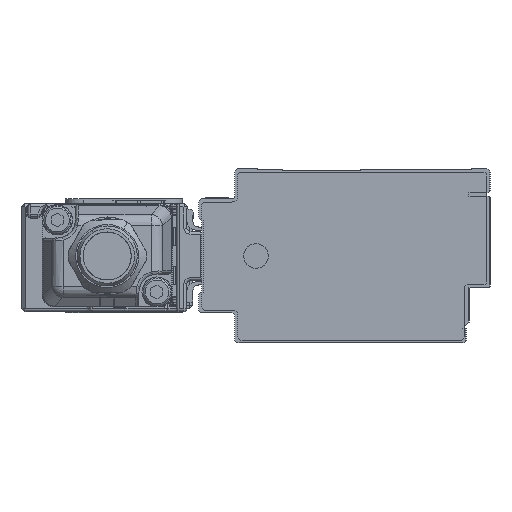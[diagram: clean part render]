
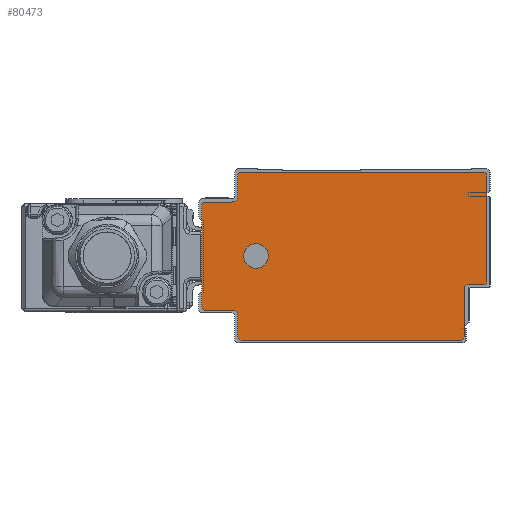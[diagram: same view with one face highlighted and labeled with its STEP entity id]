
A CAD part, left-side view. The second image highlights one B-rep face of the part: STEP entity #80473.
In plain terms, the highlighted planar face has unit normal (-1, 0, 0).
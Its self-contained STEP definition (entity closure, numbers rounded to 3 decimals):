
#78537=AXIS2_PLACEMENT_3D('Circle Axis2P3D',#78535,#78536,$) ;
#78575=AXIS2_PLACEMENT_3D('Circle Axis2P3D',#78573,#78574,$) ;
#78613=AXIS2_PLACEMENT_3D('Circle Axis2P3D',#78611,#78612,$) ;
#78651=AXIS2_PLACEMENT_3D('Circle Axis2P3D',#78649,#78650,$) ;
#80343=AXIS2_PLACEMENT_3D('Circle Axis2P3D',#80341,#80342,$) ;
#80363=AXIS2_PLACEMENT_3D('Plane Axis2P3D',#80360,#80361,#80362) ;
#80367=AXIS2_PLACEMENT_3D('Circle Axis2P3D',#80365,#80366,$) ;
#80381=AXIS2_PLACEMENT_3D('Circle Axis2P3D',#80379,#80380,$) ;
#80395=AXIS2_PLACEMENT_3D('Circle Axis2P3D',#80393,#80394,$) ;
#80409=AXIS2_PLACEMENT_3D('Circle Axis2P3D',#80407,#80408,$) ;
#80423=AXIS2_PLACEMENT_3D('Circle Axis2P3D',#80421,#80422,$) ;
#80457=AXIS2_PLACEMENT_3D('Circle Axis2P3D',#80455,#80456,$) ;
#80466=AXIS2_PLACEMENT_3D('Circle Axis2P3D',#80464,#80465,$) ;
#78493=CARTESIAN_POINT('Line Origine',(-1775.5,-3.5,19.1)) ;
#78497=CARTESIAN_POINT('Vertex',(-1775.5,-3.5,28.)) ;
#78499=CARTESIAN_POINT('Vertex',(-1775.5,-3.5,10.2)) ;
#78535=CARTESIAN_POINT('Axis2P3D Location',(-1775.5,-3.,28.)) ;
#78539=CARTESIAN_POINT('Vertex',(-1775.5,-3.,28.5)) ;
#78554=CARTESIAN_POINT('Line Origine',(-1775.5,17.25,28.5)) ;
#78558=CARTESIAN_POINT('Vertex',(-1775.5,37.5,28.5)) ;
#78573=CARTESIAN_POINT('Axis2P3D Location',(-1775.5,37.5,28.)) ;
#78577=CARTESIAN_POINT('Vertex',(-1775.5,38.,28.)) ;
#78592=CARTESIAN_POINT('Line Origine',(-1775.5,38.,26.25)) ;
#78596=CARTESIAN_POINT('Vertex',(-1775.5,38.,24.5)) ;
#78611=CARTESIAN_POINT('Axis2P3D Location',(-1775.5,39.,24.5)) ;
#78615=CARTESIAN_POINT('Vertex',(-1775.5,39.,23.5)) ;
#78630=CARTESIAN_POINT('Line Origine',(-1775.5,41.25,23.5)) ;
#78634=CARTESIAN_POINT('Vertex',(-1775.5,43.5,23.5)) ;
#78649=CARTESIAN_POINT('Axis2P3D Location',(-1775.5,43.5,23.)) ;
#78653=CARTESIAN_POINT('Vertex',(-1775.5,44.,23.)) ;
#78668=CARTESIAN_POINT('Line Origine',(-1775.5,44.,14.5)) ;
#78672=CARTESIAN_POINT('Vertex',(-1775.5,44.,6.)) ;
#80341=CARTESIAN_POINT('Axis2P3D Location',(-1775.5,-3.,10.2)) ;
#80345=CARTESIAN_POINT('Vertex',(-1775.5,-3.,9.7)) ;
#80360=CARTESIAN_POINT('Axis2P3D Location',(-1775.5,0.,0.)) ;
#80365=CARTESIAN_POINT('Axis2P3D Location',(-1775.5,43.5,6.)) ;
#80369=CARTESIAN_POINT('Vertex',(-1775.5,43.5,5.5)) ;
#80372=CARTESIAN_POINT('Line Origine',(-1775.5,41.25,5.5)) ;
#80376=CARTESIAN_POINT('Vertex',(-1775.5,39.,5.5)) ;
#80379=CARTESIAN_POINT('Axis2P3D Location',(-1775.5,39.,4.5)) ;
#80383=CARTESIAN_POINT('Vertex',(-1775.5,38.,4.5)) ;
#80386=CARTESIAN_POINT('Line Origine',(-1775.5,38.,2.75)) ;
#80390=CARTESIAN_POINT('Vertex',(-1775.5,38.,1.)) ;
#80393=CARTESIAN_POINT('Axis2P3D Location',(-1775.5,37.5,1.)) ;
#80397=CARTESIAN_POINT('Vertex',(-1775.5,37.5,0.5)) ;
#80400=CARTESIAN_POINT('Line Origine',(-1775.5,19.15,0.5)) ;
#80404=CARTESIAN_POINT('Vertex',(-1775.5,0.8,0.5)) ;
#80407=CARTESIAN_POINT('Axis2P3D Location',(-1775.5,0.8,1.)) ;
#80411=CARTESIAN_POINT('Vertex',(-1775.5,0.3,1.)) ;
#80414=CARTESIAN_POINT('Line Origine',(-1775.5,0.3,5.1)) ;
#80418=CARTESIAN_POINT('Vertex',(-1775.5,0.3,9.2)) ;
#80421=CARTESIAN_POINT('Axis2P3D Location',(-1775.5,-0.2,9.2)) ;
#80425=CARTESIAN_POINT('Vertex',(-1775.5,-0.2,9.7)) ;
#80428=CARTESIAN_POINT('Line Origine',(-1775.5,-1.6,9.7)) ;
#80455=CARTESIAN_POINT('Axis2P3D Location',(-1775.5,35.,14.5)) ;
#80459=CARTESIAN_POINT('Vertex',(-1775.5,33.186,13.509)) ;
#80461=CARTESIAN_POINT('Vertex',(-1775.5,36.814,15.491)) ;
#80464=CARTESIAN_POINT('Axis2P3D Location',(-1775.5,35.,14.5)) ;
#78494=DIRECTION('Vector Direction',(0.,0.,-1.)) ;
#78536=DIRECTION('Axis2P3D Direction',(1.,0.,0.)) ;
#78555=DIRECTION('Vector Direction',(0.,1.,0.)) ;
#78574=DIRECTION('Axis2P3D Direction',(1.,0.,0.)) ;
#78593=DIRECTION('Vector Direction',(0.,0.,1.)) ;
#78612=DIRECTION('Axis2P3D Direction',(1.,0.,0.)) ;
#78631=DIRECTION('Vector Direction',(0.,1.,0.)) ;
#78650=DIRECTION('Axis2P3D Direction',(1.,0.,0.)) ;
#78669=DIRECTION('Vector Direction',(0.,0.,1.)) ;
#80342=DIRECTION('Axis2P3D Direction',(1.,0.,0.)) ;
#80361=DIRECTION('Axis2P3D Direction',(1.,0.,0.)) ;
#80362=DIRECTION('Axis2P3D XDirection',(0.,1.,0.)) ;
#80366=DIRECTION('Axis2P3D Direction',(1.,0.,0.)) ;
#80373=DIRECTION('Vector Direction',(0.,-1.,0.)) ;
#80380=DIRECTION('Axis2P3D Direction',(1.,0.,0.)) ;
#80387=DIRECTION('Vector Direction',(0.,0.,1.)) ;
#80394=DIRECTION('Axis2P3D Direction',(1.,0.,0.)) ;
#80401=DIRECTION('Vector Direction',(0.,-1.,0.)) ;
#80408=DIRECTION('Axis2P3D Direction',(1.,0.,0.)) ;
#80415=DIRECTION('Vector Direction',(0.,0.,-1.)) ;
#80422=DIRECTION('Axis2P3D Direction',(1.,0.,0.)) ;
#80429=DIRECTION('Vector Direction',(0.,1.,0.)) ;
#80456=DIRECTION('Axis2P3D Direction',(1.,0.,0.)) ;
#80465=DIRECTION('Axis2P3D Direction',(1.,0.,0.)) ;
#78495=VECTOR('Line Direction',#78494,1.) ;
#78556=VECTOR('Line Direction',#78555,1.) ;
#78594=VECTOR('Line Direction',#78593,1.) ;
#78632=VECTOR('Line Direction',#78631,1.) ;
#78670=VECTOR('Line Direction',#78669,1.) ;
#80374=VECTOR('Line Direction',#80373,1.) ;
#80388=VECTOR('Line Direction',#80387,1.) ;
#80402=VECTOR('Line Direction',#80401,1.) ;
#80416=VECTOR('Line Direction',#80415,1.) ;
#80430=VECTOR('Line Direction',#80429,1.) ;
#80434=ORIENTED_EDGE('',*,*,#78560,.F.) ;
#80435=ORIENTED_EDGE('',*,*,#78579,.F.) ;
#80436=ORIENTED_EDGE('',*,*,#78598,.F.) ;
#80437=ORIENTED_EDGE('',*,*,#78617,.F.) ;
#80438=ORIENTED_EDGE('',*,*,#78636,.F.) ;
#80439=ORIENTED_EDGE('',*,*,#78655,.F.) ;
#80440=ORIENTED_EDGE('',*,*,#78674,.F.) ;
#80441=ORIENTED_EDGE('',*,*,#80371,.F.) ;
#80442=ORIENTED_EDGE('',*,*,#80378,.F.) ;
#80443=ORIENTED_EDGE('',*,*,#80385,.F.) ;
#80444=ORIENTED_EDGE('',*,*,#80392,.F.) ;
#80445=ORIENTED_EDGE('',*,*,#80399,.F.) ;
#80446=ORIENTED_EDGE('',*,*,#80406,.F.) ;
#80447=ORIENTED_EDGE('',*,*,#80413,.F.) ;
#80448=ORIENTED_EDGE('',*,*,#80420,.F.) ;
#80449=ORIENTED_EDGE('',*,*,#80427,.F.) ;
#80450=ORIENTED_EDGE('',*,*,#80432,.F.) ;
#80451=ORIENTED_EDGE('',*,*,#80347,.F.) ;
#80452=ORIENTED_EDGE('',*,*,#78501,.F.) ;
#80453=ORIENTED_EDGE('',*,*,#78541,.F.) ;
#80470=ORIENTED_EDGE('',*,*,#80463,.T.) ;
#80471=ORIENTED_EDGE('',*,*,#80468,.T.) ;
#80472=FACE_BOUND('',#80469,.T.) ;
#80473=ADVANCED_FACE('\X2\FF8EFF9EFF83FF9EFF68FF70\X0\.2',(#80454,#80472),#80364,.F.) ;
#78538=CIRCLE('generated circle',#78537,0.5) ;
#78576=CIRCLE('generated circle',#78575,0.5) ;
#78614=CIRCLE('generated circle',#78613,1.) ;
#78652=CIRCLE('generated circle',#78651,0.5) ;
#80344=CIRCLE('generated circle',#80343,0.5) ;
#80368=CIRCLE('generated circle',#80367,0.5) ;
#80382=CIRCLE('generated circle',#80381,1.) ;
#80396=CIRCLE('generated circle',#80395,0.5) ;
#80410=CIRCLE('generated circle',#80409,0.5) ;
#80424=CIRCLE('generated circle',#80423,0.5) ;
#80458=CIRCLE('generated circle',#80457,2.067) ;
#80467=CIRCLE('generated circle',#80466,2.067) ;
#78501=EDGE_CURVE('',#78498,#78500,#78496,.T.) ;
#78541=EDGE_CURVE('',#78540,#78498,#78538,.T.) ;
#78560=EDGE_CURVE('',#78559,#78540,#78557,.F.) ;
#78579=EDGE_CURVE('',#78578,#78559,#78576,.T.) ;
#78598=EDGE_CURVE('',#78597,#78578,#78595,.T.) ;
#78617=EDGE_CURVE('',#78616,#78597,#78614,.F.) ;
#78636=EDGE_CURVE('',#78635,#78616,#78633,.F.) ;
#78655=EDGE_CURVE('',#78654,#78635,#78652,.T.) ;
#78674=EDGE_CURVE('',#78673,#78654,#78671,.T.) ;
#80347=EDGE_CURVE('',#78500,#80346,#80344,.T.) ;
#80371=EDGE_CURVE('',#80370,#78673,#80368,.T.) ;
#80378=EDGE_CURVE('',#80377,#80370,#80375,.F.) ;
#80385=EDGE_CURVE('',#80384,#80377,#80382,.F.) ;
#80392=EDGE_CURVE('',#80391,#80384,#80389,.T.) ;
#80399=EDGE_CURVE('',#80398,#80391,#80396,.T.) ;
#80406=EDGE_CURVE('',#80405,#80398,#80403,.F.) ;
#80413=EDGE_CURVE('',#80412,#80405,#80410,.T.) ;
#80420=EDGE_CURVE('',#80419,#80412,#80417,.T.) ;
#80427=EDGE_CURVE('',#80426,#80419,#80424,.F.) ;
#80432=EDGE_CURVE('',#80346,#80426,#80431,.T.) ;
#80463=EDGE_CURVE('',#80460,#80462,#80458,.T.) ;
#80468=EDGE_CURVE('',#80462,#80460,#80467,.T.) ;
#80433=EDGE_LOOP('',(#80434,#80435,#80436,#80437,#80438,#80439,#80440,#80441,#80442,#80443,#80444,#80445,#80446,#80447,#80448,#80449,#80450,#80451,#80452,#80453)) ;
#80469=EDGE_LOOP('',(#80470,#80471)) ;
#80454=FACE_OUTER_BOUND('',#80433,.T.) ;
#78496=LINE('Line',#78493,#78495) ;
#78557=LINE('Line',#78554,#78556) ;
#78595=LINE('Line',#78592,#78594) ;
#78633=LINE('Line',#78630,#78632) ;
#78671=LINE('Line',#78668,#78670) ;
#80375=LINE('Line',#80372,#80374) ;
#80389=LINE('Line',#80386,#80388) ;
#80403=LINE('Line',#80400,#80402) ;
#80417=LINE('Line',#80414,#80416) ;
#80431=LINE('Line',#80428,#80430) ;
#80364=PLANE('Plane',#80363) ;
#78498=VERTEX_POINT('',#78497) ;
#78500=VERTEX_POINT('',#78499) ;
#78540=VERTEX_POINT('',#78539) ;
#78559=VERTEX_POINT('',#78558) ;
#78578=VERTEX_POINT('',#78577) ;
#78597=VERTEX_POINT('',#78596) ;
#78616=VERTEX_POINT('',#78615) ;
#78635=VERTEX_POINT('',#78634) ;
#78654=VERTEX_POINT('',#78653) ;
#78673=VERTEX_POINT('',#78672) ;
#80346=VERTEX_POINT('',#80345) ;
#80370=VERTEX_POINT('',#80369) ;
#80377=VERTEX_POINT('',#80376) ;
#80384=VERTEX_POINT('',#80383) ;
#80391=VERTEX_POINT('',#80390) ;
#80398=VERTEX_POINT('',#80397) ;
#80405=VERTEX_POINT('',#80404) ;
#80412=VERTEX_POINT('',#80411) ;
#80419=VERTEX_POINT('',#80418) ;
#80426=VERTEX_POINT('',#80425) ;
#80460=VERTEX_POINT('',#80459) ;
#80462=VERTEX_POINT('',#80461) ;
